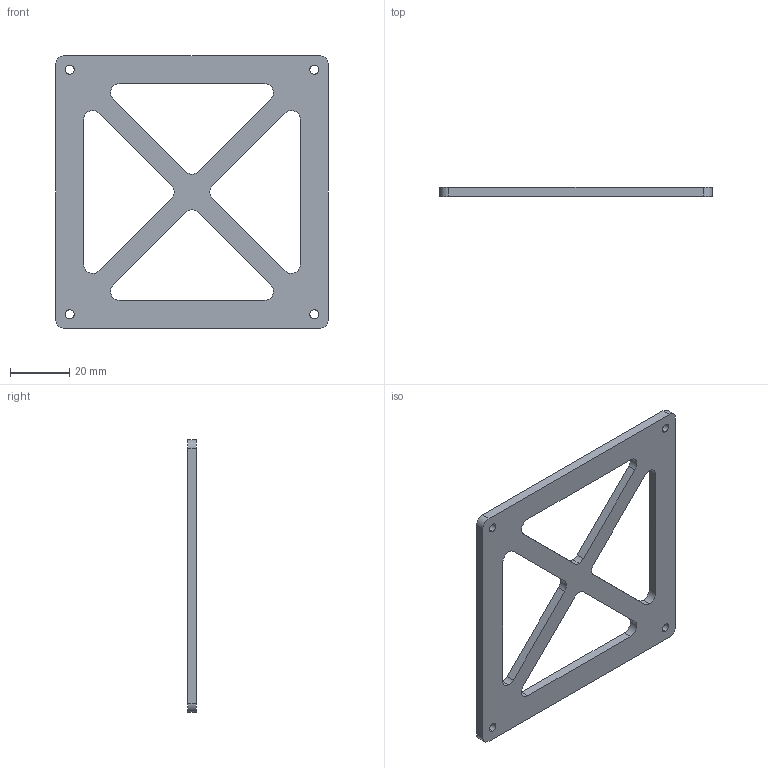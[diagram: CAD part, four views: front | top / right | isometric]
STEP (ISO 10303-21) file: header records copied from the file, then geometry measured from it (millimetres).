
FILE_DESCRIPTION (( 'STEP AP214' ), '1' );
FILE_NAME ('3Dprint_Acrylic_92mm_fan_bracket.STEP', '2023-06-14T08:37:23', ( '' ), ( '' ), 'SwSTEP 2.0', 'SolidWorks 2021', '' );
FILE_SCHEMA (( 'AUTOMOTIVE_DESIGN' ));
Length unit declared in the file: millimetre
Products named in the file (1): 3Dprint_Acrylic_92mm_fan_bracket
Bounding box: 92 x 3 x 92 mm (x, y, z)
Volume: 13477.4 mm3; surface area: 11832.8 mm2
Topology: 1 solids, 1 shells, 45 faces, 129 edges, 86 vertices
Faces by surface type: cylinder 27, plane 18
Entity records: 1563 total; most frequent: DIRECTION 275, CARTESIAN_POINT 261, ORIENTED_EDGE 258, EDGE_CURVE 129, AXIS2_PLACEMENT_3D 100, VERTEX_POINT 86, VECTOR 75, LINE 75
